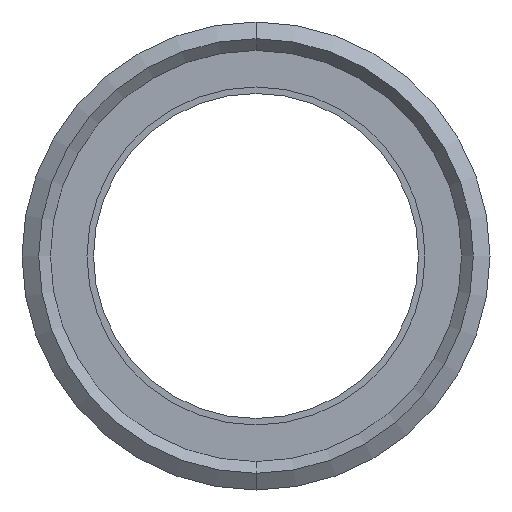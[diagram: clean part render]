
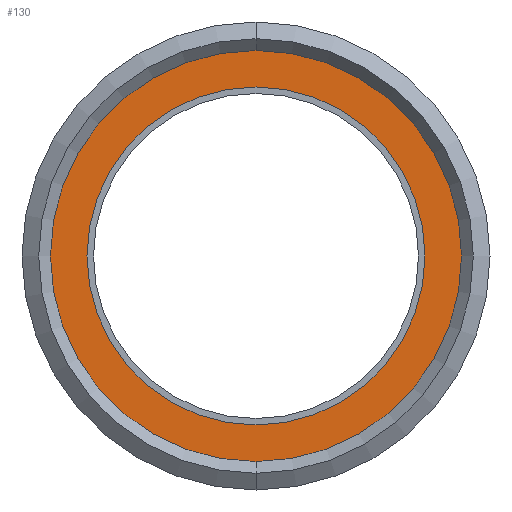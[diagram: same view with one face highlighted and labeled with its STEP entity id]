
A CAD part, front view. The second image highlights one B-rep face of the part: STEP entity #130.
In plain terms, the highlighted planar face has unit normal (0, -1, 0).
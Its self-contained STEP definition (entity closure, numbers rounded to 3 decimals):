
#3 = ORIENTED_EDGE ( 'NONE', *, *, #508, .F. ) ;
#18 = CARTESIAN_POINT ( 'NONE',  ( 0., -1.5, 0. ) ) ;
#28 = CIRCLE ( 'NONE', #70, 13. ) ;
#29 = DIRECTION ( 'NONE',  ( 0., -1., 0. ) ) ;
#36 = CARTESIAN_POINT ( 'NONE',  ( 0., -1.5, -13. ) ) ;
#45 = CARTESIAN_POINT ( 'NONE',  ( 0., -1.5, 15.815 ) ) ;
#70 = AXIS2_PLACEMENT_3D ( 'NONE', #551, #328, #151 ) ;
#85 = PLANE ( 'NONE',  #336 ) ;
#90 = AXIS2_PLACEMENT_3D ( 'NONE', #18, #272, #279 ) ;
#126 = VERTEX_POINT ( 'NONE', #36 ) ;
#130 = ADVANCED_FACE ( 'NONE', ( #449, #157 ), #85, .T. ) ;
#140 = AXIS2_PLACEMENT_3D ( 'NONE', #513, #509, #520 ) ;
#151 = DIRECTION ( 'NONE',  ( 0., 0., -1. ) ) ;
#157 = FACE_BOUND ( 'NONE', #307, .T. ) ;
#181 = DIRECTION ( 'NONE',  ( 0., 0., -1. ) ) ;
#198 = VERTEX_POINT ( 'NONE', #45 ) ;
#225 = VERTEX_POINT ( 'NONE', #555 ) ;
#272 = DIRECTION ( 'NONE',  ( 0., -1., 0. ) ) ;
#277 = EDGE_CURVE ( 'NONE', #355, #198, #496, .T. ) ;
#279 = DIRECTION ( 'NONE',  ( 0., 0., -1. ) ) ;
#286 = CARTESIAN_POINT ( 'NONE',  ( 13., -1.5, 0. ) ) ;
#288 = EDGE_CURVE ( 'NONE', #198, #355, #426, .T. ) ;
#307 = EDGE_LOOP ( 'NONE', ( #3, #453 ) ) ;
#328 = DIRECTION ( 'NONE',  ( 0., -1., 0. ) ) ;
#336 = AXIS2_PLACEMENT_3D ( 'NONE', #286, #29, #181 ) ;
#345 = ORIENTED_EDGE ( 'NONE', *, *, #277, .T. ) ;
#346 = ORIENTED_EDGE ( 'NONE', *, *, #288, .T. ) ;
#355 = VERTEX_POINT ( 'NONE', #502 ) ;
#426 = CIRCLE ( 'NONE', #140, 15.815 ) ;
#449 = FACE_OUTER_BOUND ( 'NONE', #547, .T. ) ;
#453 = ORIENTED_EDGE ( 'NONE', *, *, #456, .F. ) ;
#456 = EDGE_CURVE ( 'NONE', #225, #126, #524, .T. ) ;
#464 = DIRECTION ( 'NONE',  ( 0., -1., 0. ) ) ;
#467 = DIRECTION ( 'NONE',  ( 0., 0., -1. ) ) ;
#496 = CIRCLE ( 'NONE', #544, 15.815 ) ;
#498 = CARTESIAN_POINT ( 'NONE',  ( 0., -1.5, 0. ) ) ;
#502 = CARTESIAN_POINT ( 'NONE',  ( 0., -1.5, -15.815 ) ) ;
#508 = EDGE_CURVE ( 'NONE', #126, #225, #28, .T. ) ;
#509 = DIRECTION ( 'NONE',  ( 0., -1., 0. ) ) ;
#513 = CARTESIAN_POINT ( 'NONE',  ( 0., -1.5, 0. ) ) ;
#520 = DIRECTION ( 'NONE',  ( 0., 0., -1. ) ) ;
#524 = CIRCLE ( 'NONE', #90, 13. ) ;
#544 = AXIS2_PLACEMENT_3D ( 'NONE', #498, #464, #467 ) ;
#547 = EDGE_LOOP ( 'NONE', ( #345, #346 ) ) ;
#551 = CARTESIAN_POINT ( 'NONE',  ( 0., -1.5, 0. ) ) ;
#555 = CARTESIAN_POINT ( 'NONE',  ( 0., -1.5, 13. ) ) ;
